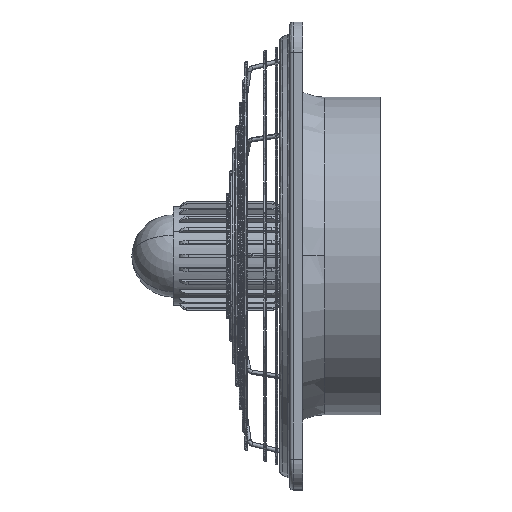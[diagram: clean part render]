
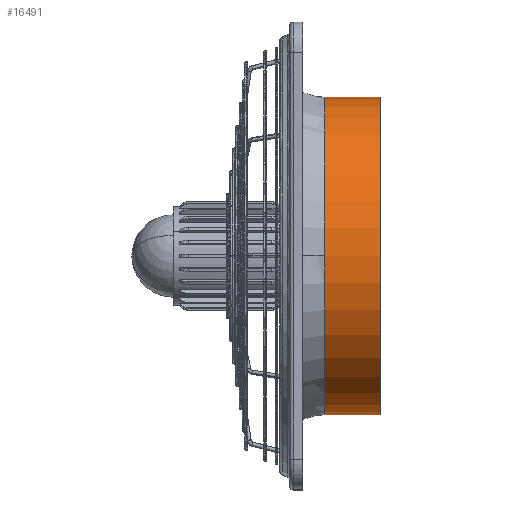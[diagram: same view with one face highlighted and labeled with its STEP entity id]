
A CAD part, top view. The second image highlights one B-rep face of the part: STEP entity #16491.
In plain terms, the highlighted cylindrical face has radius 158 mm (diameter 316 mm), a partial arc.
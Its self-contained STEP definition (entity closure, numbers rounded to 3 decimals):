
#1362 = CARTESIAN_POINT ( 'NONE',  ( 69.9, 72.439, 0. ) ) ;
#2762 = AXIS2_PLACEMENT_3D ( 'NONE', #29349, #4468, #21790 ) ;
#2926 = CARTESIAN_POINT ( 'NONE',  ( 69.9, -85.561, 0. ) ) ;
#3148 = CYLINDRICAL_SURFACE ( 'NONE', #9927, 158. ) ;
#3493 = DIRECTION ( 'NONE',  ( 0., -1., 0. ) ) ;
#3764 = EDGE_CURVE ( 'NONE', #18060, #7214, #27888, .T. ) ;
#4468 = DIRECTION ( 'NONE',  ( 1., 0., 0. ) ) ;
#5184 = ORIENTED_EDGE ( 'NONE', *, *, #3764, .T. ) ;
#5243 = DIRECTION ( 'NONE',  ( -1., 0., 0. ) ) ;
#7214 = VERTEX_POINT ( 'NONE', #30422 ) ;
#8373 = ORIENTED_EDGE ( 'NONE', *, *, #15455, .T. ) ;
#9166 = CARTESIAN_POINT ( 'NONE',  ( 97.5, 72.439, 0. ) ) ;
#9671 = EDGE_LOOP ( 'NONE', ( #24195, #28838, #8373, #5184, #17685 ) ) ;
#9927 = AXIS2_PLACEMENT_3D ( 'NONE', #17654, #10349, #23004 ) ;
#10349 = DIRECTION ( 'NONE',  ( -1., 0., 0. ) ) ;
#10682 = CARTESIAN_POINT ( 'NONE',  ( 125.1, -85.561, 0. ) ) ;
#11483 = CARTESIAN_POINT ( 'NONE',  ( 125.1, 72.439, 0. ) ) ;
#13770 = EDGE_CURVE ( 'NONE', #23843, #7214, #23695, .T. ) ;
#15455 = EDGE_CURVE ( 'NONE', #24178, #18060, #31404, .T. ) ;
#15587 = CIRCLE ( 'NONE', #30952, 158. ) ;
#16197 = EDGE_CURVE ( 'NONE', #17260, #24178, #23081, .T. ) ;
#16408 = FACE_OUTER_BOUND ( 'NONE', #9671, .T. ) ;
#16491 = ADVANCED_FACE ( 'NONE', ( #16408 ), #3148, .T. ) ;
#17260 = VERTEX_POINT ( 'NONE', #11483 ) ;
#17654 = CARTESIAN_POINT ( 'NONE',  ( 97.5, -85.561, 0. ) ) ;
#17685 = ORIENTED_EDGE ( 'NONE', *, *, #13770, .F. ) ;
#18060 = VERTEX_POINT ( 'NONE', #28263 ) ;
#18415 = DIRECTION ( 'NONE',  ( 1., 0., 0. ) ) ;
#19730 = EDGE_CURVE ( 'NONE', #17260, #23843, #15587, .T. ) ;
#20244 = DIRECTION ( 'NONE',  ( 1., 0., 0. ) ) ;
#21790 = DIRECTION ( 'NONE',  ( 0., 0., 1. ) ) ;
#23004 = DIRECTION ( 'NONE',  ( 0., -1., 0. ) ) ;
#23081 = LINE ( 'NONE', #9166, #29756 ) ;
#23695 = LINE ( 'NONE', #25219, #24487 ) ;
#23843 = VERTEX_POINT ( 'NONE', #24939 ) ;
#24178 = VERTEX_POINT ( 'NONE', #1362 ) ;
#24181 = AXIS2_PLACEMENT_3D ( 'NONE', #2926, #20244, #30103 ) ;
#24195 = ORIENTED_EDGE ( 'NONE', *, *, #19730, .F. ) ;
#24487 = VECTOR ( 'NONE', #5243, 1000. ) ;
#24939 = CARTESIAN_POINT ( 'NONE',  ( 125.1, -243.561, 0. ) ) ;
#25219 = CARTESIAN_POINT ( 'NONE',  ( 97.5, -243.561, 0. ) ) ;
#27888 = CIRCLE ( 'NONE', #2762, 158. ) ;
#28263 = CARTESIAN_POINT ( 'NONE',  ( 69.9, -85.561, 158. ) ) ;
#28838 = ORIENTED_EDGE ( 'NONE', *, *, #16197, .T. ) ;
#29349 = CARTESIAN_POINT ( 'NONE',  ( 69.9, -85.561, 0. ) ) ;
#29605 = DIRECTION ( 'NONE',  ( -1., 0., 0. ) ) ;
#29756 = VECTOR ( 'NONE', #29605, 1000. ) ;
#30103 = DIRECTION ( 'NONE',  ( 0., 0., 1. ) ) ;
#30422 = CARTESIAN_POINT ( 'NONE',  ( 69.9, -243.561, 0. ) ) ;
#30952 = AXIS2_PLACEMENT_3D ( 'NONE', #10682, #18415, #3493 ) ;
#31404 = CIRCLE ( 'NONE', #24181, 158. ) ;
